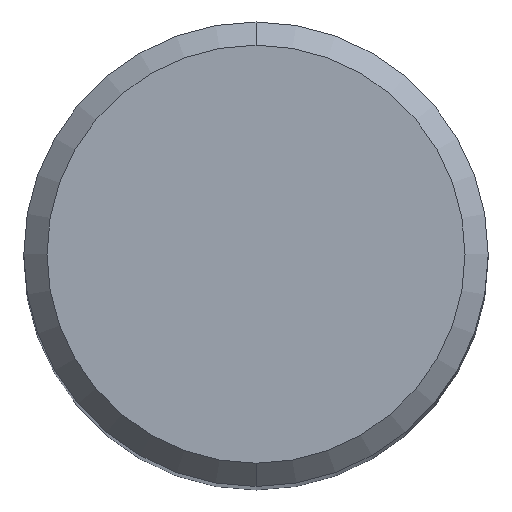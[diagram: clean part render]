
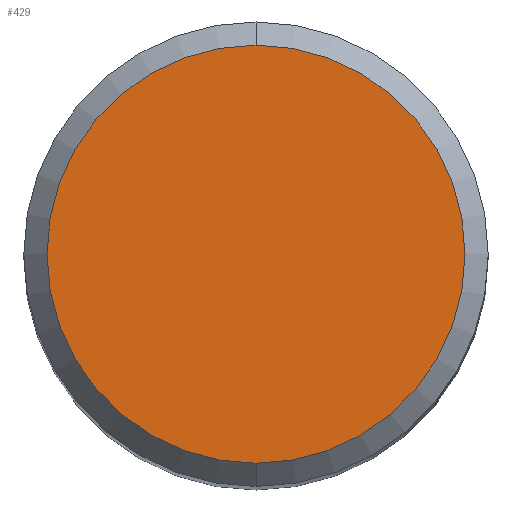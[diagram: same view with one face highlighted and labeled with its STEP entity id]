
A CAD part, top view. The second image highlights one B-rep face of the part: STEP entity #429.
In plain terms, the highlighted planar face has unit normal (0, 0, 1).
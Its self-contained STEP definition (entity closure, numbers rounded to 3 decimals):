
#211=VERTEX_POINT('',#505);
#321=VERTEX_POINT('',#628);
#351=EDGE_CURVE('',#211,#321,#661,.T.);
#371=EDGE_CURVE('',#321,#211,#682,.T.);
#429=ADVANCED_FACE('',(#747),#748,.T.);
#505=CARTESIAN_POINT('',(0.0,3.6,0.0));
#628=CARTESIAN_POINT('',(0.,-3.6,0.0));
#661=CIRCLE('',#1200,3.6);
#682=CIRCLE('',#1256,3.6);
#747=FACE_OUTER_BOUND('',#1370,.T.);
#748=PLANE('',#1371);
#1200=AXIS2_PLACEMENT_3D('',#1618,#1619,#1620);
#1256=AXIS2_PLACEMENT_3D('',#1633,#1634,#1635);
#1370=EDGE_LOOP('',(#1716,#1717));
#1371=AXIS2_PLACEMENT_3D('',#1718,#1719,#1720);
#1618=CARTESIAN_POINT('',(0.0,0.0,0.0));
#1619=DIRECTION('',(0.0,0.0,-1.0));
#1620=DIRECTION('',(0.0,1.0,0.0));
#1633=CARTESIAN_POINT('',(0.0,0.0,0.0));
#1634=DIRECTION('',(0.0,0.0,-1.0));
#1635=DIRECTION('',(0.0,1.0,0.0));
#1716=ORIENTED_EDGE('',*,*,#351,.F.);
#1717=ORIENTED_EDGE('',*,*,#371,.F.);
#1718=CARTESIAN_POINT('',(0.0,1.8,0.0));
#1719=DIRECTION('',(-0.0,0.0,1.0));
#1720=DIRECTION('',(0.0,-1.0,0.0));
